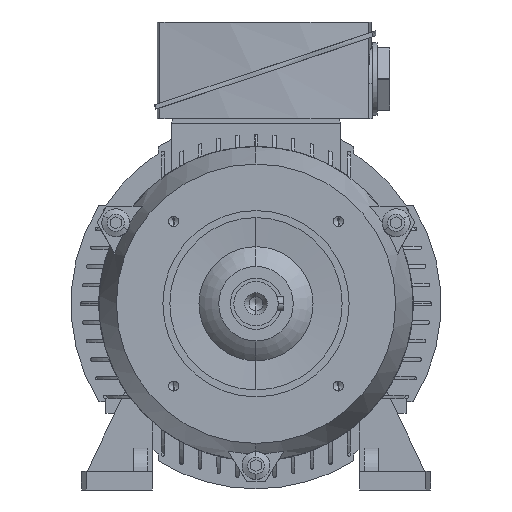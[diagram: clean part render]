
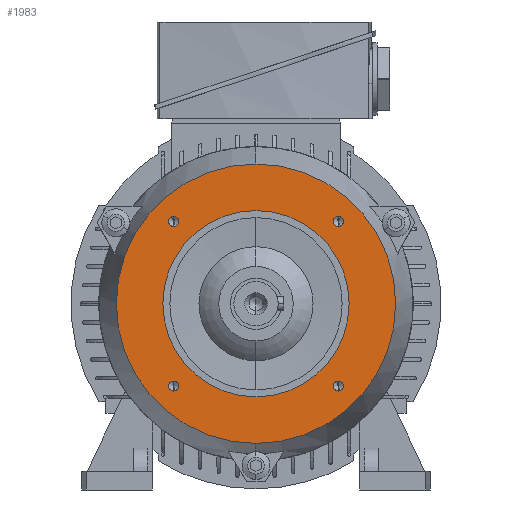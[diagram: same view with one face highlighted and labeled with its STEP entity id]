
A CAD part, left-side view. The second image highlights one B-rep face of the part: STEP entity #1983.
In plain terms, the highlighted planar face has unit normal (-1, 0, 0).
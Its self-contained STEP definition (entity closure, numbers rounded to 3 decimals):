
#1983=ADVANCED_FACE('',(#3992,#3993,#3994,#3995,#3996,#3997),#3998,.T.);
#3992=FACE_BOUND('',#5998,.T.);
#3993=FACE_BOUND('',#5999,.T.);
#3994=FACE_BOUND('',#6000,.T.);
#3995=FACE_BOUND('',#6001,.T.);
#3996=FACE_OUTER_BOUND('',#6002,.T.);
#3997=FACE_BOUND('',#6003,.T.);
#3998=PLANE('',#6004);
#5998=EDGE_LOOP('',(#12263,#12264));
#5999=EDGE_LOOP('',(#12265,#12266));
#6000=EDGE_LOOP('',(#12267,#12268));
#6001=EDGE_LOOP('',(#12269,#12270));
#6002=EDGE_LOOP('',(#12271,#12272));
#6003=EDGE_LOOP('',(#12273,#12274));
#6004=AXIS2_PLACEMENT_3D('',#12275,#12276,#12277);
#12263=ORIENTED_EDGE('',*,*,#14728,.T.);
#12264=ORIENTED_EDGE('',*,*,#12335,.T.);
#12265=ORIENTED_EDGE('',*,*,#14732,.T.);
#12266=ORIENTED_EDGE('',*,*,#12327,.T.);
#12267=ORIENTED_EDGE('',*,*,#14736,.T.);
#12268=ORIENTED_EDGE('',*,*,#12319,.T.);
#12269=ORIENTED_EDGE('',*,*,#14740,.T.);
#12270=ORIENTED_EDGE('',*,*,#12311,.T.);
#12271=ORIENTED_EDGE('',*,*,#14654,.F.);
#12272=ORIENTED_EDGE('',*,*,#12363,.F.);
#12273=ORIENTED_EDGE('',*,*,#12295,.T.);
#12274=ORIENTED_EDGE('',*,*,#14774,.T.);
#12275=CARTESIAN_POINT('',(-27.,0.0,50.));
#12276=DIRECTION('',(-1.0,-0.0,0.));
#12277=DIRECTION('',(0.,0.0,-1.0));
#12295=EDGE_CURVE('',#14780,#14784,#14786,.T.);
#12311=EDGE_CURVE('',#14812,#14809,#14813,.T.);
#12319=EDGE_CURVE('',#14825,#14822,#14826,.T.);
#12327=EDGE_CURVE('',#14838,#14835,#14839,.T.);
#12335=EDGE_CURVE('',#14851,#14848,#14852,.T.);
#12363=EDGE_CURVE('',#14895,#14898,#14899,.T.);
#14654=EDGE_CURVE('',#14898,#14895,#18317,.T.);
#14728=EDGE_CURVE('',#14848,#14851,#18419,.T.);
#14732=EDGE_CURVE('',#14835,#14838,#18423,.T.);
#14736=EDGE_CURVE('',#14822,#14825,#18427,.T.);
#14740=EDGE_CURVE('',#14809,#14812,#18431,.T.);
#14774=EDGE_CURVE('',#14784,#14780,#18469,.T.);
#14780=VERTEX_POINT('',#18475);
#14784=VERTEX_POINT('',#18480);
#14786=CIRCLE('',#18483,40.0);
#14809=VERTEX_POINT('',#18510);
#14812=VERTEX_POINT('',#18514);
#14813=CIRCLE('',#18515,2.15);
#14822=VERTEX_POINT('',#18527);
#14825=VERTEX_POINT('',#18531);
#14826=CIRCLE('',#18532,2.15);
#14835=VERTEX_POINT('',#18544);
#14838=VERTEX_POINT('',#18548);
#14839=CIRCLE('',#18549,2.15);
#14848=VERTEX_POINT('',#18561);
#14851=VERTEX_POINT('',#18565);
#14852=CIRCLE('',#18566,2.15);
#14895=VERTEX_POINT('',#18670);
#14898=VERTEX_POINT('',#18673);
#14899=CIRCLE('',#18674,60.);
#18317=CIRCLE('',#25490,60.);
#18419=CIRCLE('',#25634,2.15);
#18423=CIRCLE('',#25638,2.15);
#18427=CIRCLE('',#25642,2.15);
#18431=CIRCLE('',#25646,2.15);
#18469=CIRCLE('',#25696,40.0);
#18475=CARTESIAN_POINT('',(-27.0,0.0,40.0));
#18480=CARTESIAN_POINT('',(-27.0,0.,-40.0));
#18483=AXIS2_PLACEMENT_3D('',#25705,#25706,#25707);
#18510=CARTESIAN_POINT('',(-27.0,-35.355,33.205));
#18514=CARTESIAN_POINT('',(-27.,-35.355,37.505));
#18515=AXIS2_PLACEMENT_3D('',#25731,#25732,#25733);
#18527=CARTESIAN_POINT('',(-27.0,-35.355,-37.505));
#18531=CARTESIAN_POINT('',(-27.,-35.355,-33.205));
#18532=AXIS2_PLACEMENT_3D('',#25741,#25742,#25743);
#18544=CARTESIAN_POINT('',(-27.0,35.355,-37.505));
#18548=CARTESIAN_POINT('',(-27.,35.355,-33.205));
#18549=AXIS2_PLACEMENT_3D('',#25751,#25752,#25753);
#18561=CARTESIAN_POINT('',(-27.0,35.355,33.205));
#18565=CARTESIAN_POINT('',(-27.,35.355,37.505));
#18566=AXIS2_PLACEMENT_3D('',#25761,#25762,#25763);
#18670=CARTESIAN_POINT('',(-27.,0.,-60.));
#18673=CARTESIAN_POINT('',(-27.,0.0,60.));
#18674=AXIS2_PLACEMENT_3D('',#25799,#25800,#25801);
#25490=AXIS2_PLACEMENT_3D('',#28251,#28252,#28253);
#25634=AXIS2_PLACEMENT_3D('',#28317,#28318,#28319);
#25638=AXIS2_PLACEMENT_3D('',#28323,#28324,#28325);
#25642=AXIS2_PLACEMENT_3D('',#28329,#28330,#28331);
#25646=AXIS2_PLACEMENT_3D('',#28335,#28336,#28337);
#25696=AXIS2_PLACEMENT_3D('',#28365,#28366,#28367);
#25705=CARTESIAN_POINT('',(-27.0,0.0,0.0));
#25706=DIRECTION('',(1.0,0.0,-0.0));
#25707=DIRECTION('',(0.0,0.0,1.0));
#25731=CARTESIAN_POINT('',(-27.,-35.355,35.355));
#25732=DIRECTION('',(1.0,0.0,0.));
#25733=DIRECTION('',(0.,0.0,-1.0));
#25741=CARTESIAN_POINT('',(-27.,-35.355,-35.355));
#25742=DIRECTION('',(1.0,0.0,0.));
#25743=DIRECTION('',(0.,0.0,-1.0));
#25751=CARTESIAN_POINT('',(-27.,35.355,-35.355));
#25752=DIRECTION('',(1.0,0.0,0.));
#25753=DIRECTION('',(0.,0.0,-1.0));
#25761=CARTESIAN_POINT('',(-27.,35.355,35.355));
#25762=DIRECTION('',(1.0,0.0,0.));
#25763=DIRECTION('',(0.,0.0,-1.0));
#25799=CARTESIAN_POINT('',(-27.,0.0,0.0));
#25800=DIRECTION('',(1.0,0.0,-0.0));
#25801=DIRECTION('',(0.0,0.0,1.0));
#28251=CARTESIAN_POINT('',(-27.,0.0,0.0));
#28252=DIRECTION('',(1.0,0.0,-0.0));
#28253=DIRECTION('',(0.0,0.0,1.0));
#28317=CARTESIAN_POINT('',(-27.,35.355,35.355));
#28318=DIRECTION('',(1.0,0.0,0.));
#28319=DIRECTION('',(0.,0.0,-1.0));
#28323=CARTESIAN_POINT('',(-27.,35.355,-35.355));
#28324=DIRECTION('',(1.0,0.0,0.));
#28325=DIRECTION('',(0.,0.0,-1.0));
#28329=CARTESIAN_POINT('',(-27.,-35.355,-35.355));
#28330=DIRECTION('',(1.0,0.0,0.));
#28331=DIRECTION('',(0.,0.0,-1.0));
#28335=CARTESIAN_POINT('',(-27.,-35.355,35.355));
#28336=DIRECTION('',(1.0,0.0,0.));
#28337=DIRECTION('',(0.,0.0,-1.0));
#28365=CARTESIAN_POINT('',(-27.0,0.0,0.0));
#28366=DIRECTION('',(1.0,0.0,-0.0));
#28367=DIRECTION('',(0.0,0.0,1.0));
